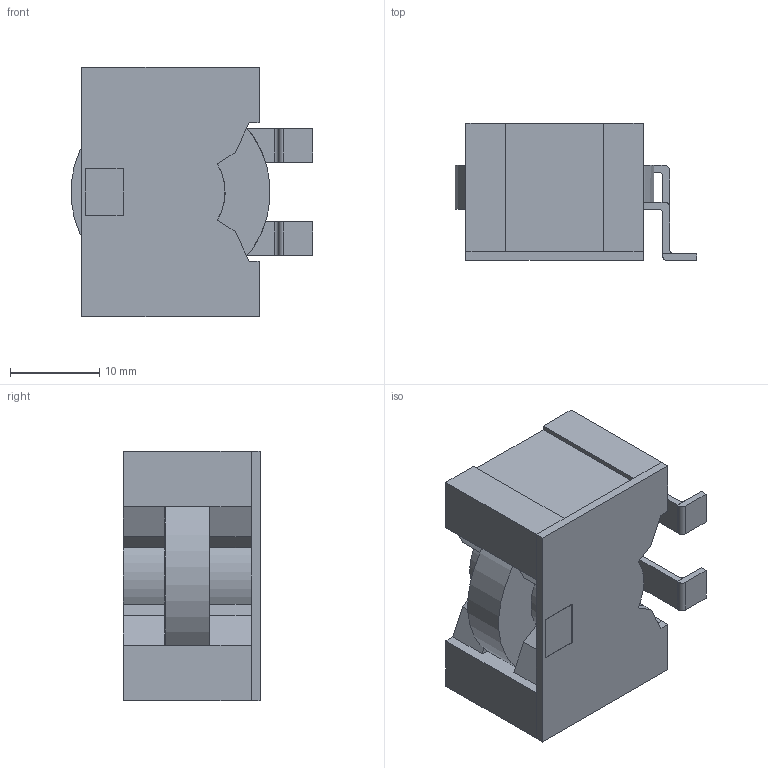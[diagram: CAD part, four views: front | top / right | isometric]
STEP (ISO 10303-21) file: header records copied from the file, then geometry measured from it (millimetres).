
FILE_DESCRIPTION (( 'STEP AP214' ), '1' );
FILE_NAME ('F59DDC1C-4E0B-41BB-A4B4-BBA37692D685.STEP', '2024-01-02T16:52:02', ( '' ), ( '' ), 'SwSTEP 2.0', 'SolidWorks 2022', '' );
FILE_SCHEMA (( 'AUTOMOTIVE_DESIGN' ));
Length unit declared in the file: millimetre
Products named in the file (1): F59DDC1C-4E0B-41BB-A4B4-BBA37692D685
Bounding box: 27 x 15.36 x 27.9 mm (x, y, z)
Volume: 7453.5 mm3; surface area: 3980.4 mm2
Topology: 3 solids, 3 shells, 536 faces, 1491 edges, 988 vertices
Faces by surface type: plane 263, bspline 258, cylinder 15
Entity records: 22582 total; most frequent: CARTESIAN_POINT 9554, ORIENTED_EDGE 2982, DIRECTION 1547, EDGE_CURVE 1491, VERTEX_POINT 988, LINE 925, VECTOR 925, EDGE_LOOP 567
